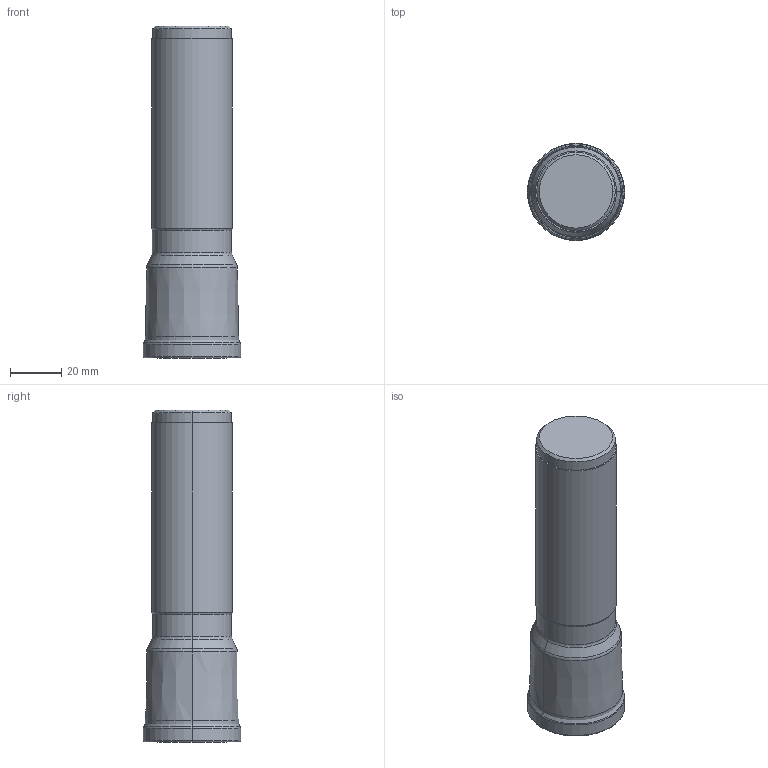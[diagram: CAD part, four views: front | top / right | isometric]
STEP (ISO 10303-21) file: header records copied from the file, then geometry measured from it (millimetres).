
FILE_DESCRIPTION(/* description */ (''),/* implementation_level */ '2;1');
FILE_NAME(/* name */ 'WWX200UR2404FA20S_IR0_016.stp',/* time_stamp */ '2023-03-24T14:28:12+09:00',/* author */ (''),/* organization */ (''),/* preprocessor_version */ 'ST-DEVELOPER v16',/* originating_system */ 'SIEMENS PLM Software NX 10.0',/* authorisation */ '');
FILE_SCHEMA (('AUTOMOTIVE_DESIGN { 1 0 10303 214 3 1 1 1 }'));
Length unit declared in the file: millimetre
Products named in the file (1): WWX200UR2404FA20S_IR0_016_ASM
Bounding box: 38.1 x 38.1 x 130.18 mm (x, y, z)
Volume: 115304.3 mm3; surface area: 18069.7 mm2
Topology: 2 solids, 2 shells, 57 faces, 146 edges, 107 vertices
Faces by surface type: torus 24, cone 18, cylinder 10, plane 5
Entity records: 1897 total; most frequent: DIRECTION 388, CARTESIAN_POINT 294, ORIENTED_EDGE 268, AXIS2_PLACEMENT_3D 177, EDGE_CURVE 134, CIRCLE 112, VERTEX_POINT 82, EDGE_LOOP 60
